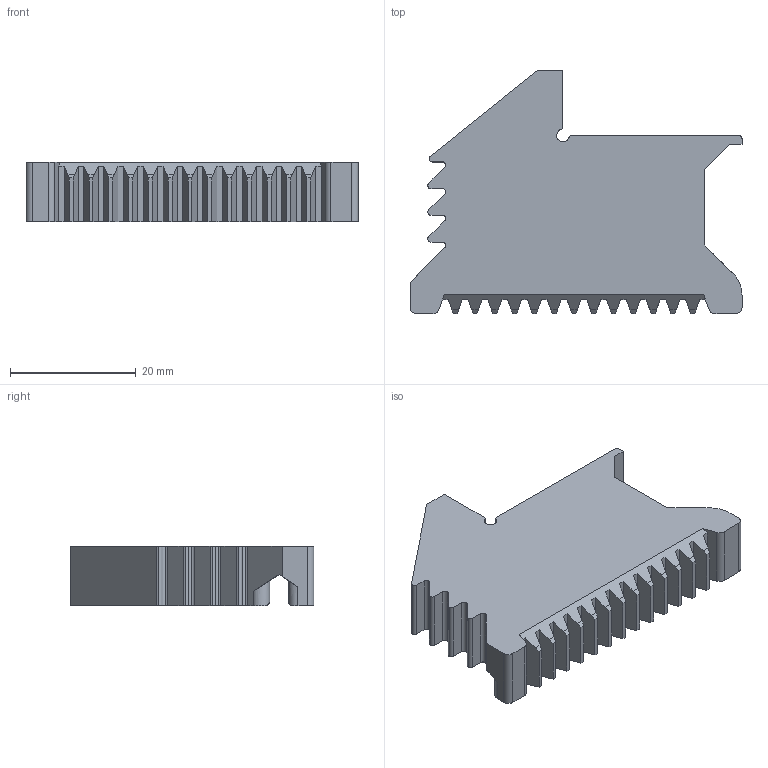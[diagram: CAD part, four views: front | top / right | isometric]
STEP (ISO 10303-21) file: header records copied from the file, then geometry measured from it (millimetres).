
FILE_DESCRIPTION (( 'STEP AP214' ), '1' );
FILE_NAME ('Trigger (3D).STEP', '2022-02-11T13:10:22', ( '' ), ( '' ), 'SwSTEP 2.0', 'SolidWorks 2016', '' );
FILE_SCHEMA (( 'AUTOMOTIVE_DESIGN' ));
Length unit declared in the file: millimetre
Products named in the file (2): Trigger (3D)
Bounding box: 52.71 x 38.65 x 9.5 mm (x, y, z)
Volume: 11959.5 mm3; surface area: 5172.4 mm2
Topology: 1 solids, 1 shells, 128 faces, 378 edges, 252 vertices
Faces by surface type: plane 99, cylinder 29
Entity records: 4284 total; most frequent: CARTESIAN_POINT 790, ORIENTED_EDGE 756, DIRECTION 681, EDGE_CURVE 378, LINE 315, VECTOR 315, VERTEX_POINT 252, AXIS2_PLACEMENT_3D 183
